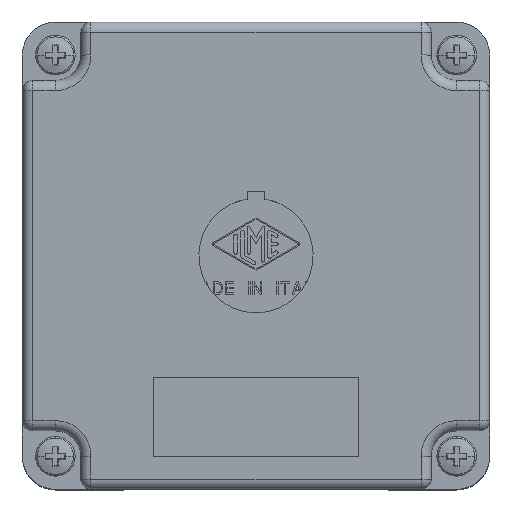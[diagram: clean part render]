
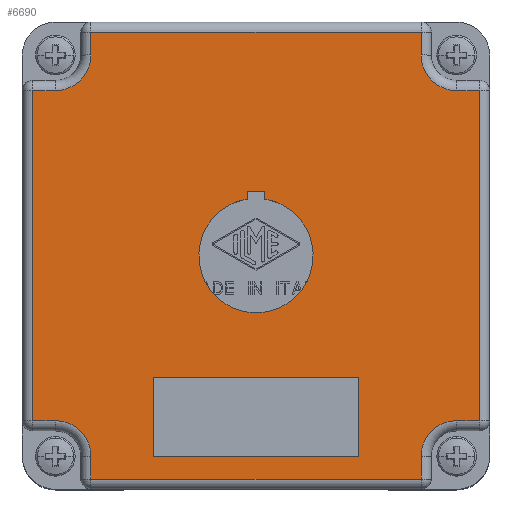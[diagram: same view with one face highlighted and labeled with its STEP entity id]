
A CAD part, top view. The second image highlights one B-rep face of the part: STEP entity #6690.
In plain terms, the highlighted planar face has unit normal (0, 0, 1).
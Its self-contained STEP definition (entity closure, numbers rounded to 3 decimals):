
#4610=CARTESIAN_POINT('',(68.537,-64.102,15.));
#4620=DIRECTION('',(0.,0.,1.));
#4630=DIRECTION('',(1.,0.,0.));
#4640=AXIS2_PLACEMENT_3D('',#4610,#4620,#4630);
#4650=PLANE('',#4640);
#4660=CARTESIAN_POINT('',(0.,-114.014,15.));
#4670=DIRECTION('',(1.,0.,0.));
#4680=VECTOR('',#4670,1.);
#4690=LINE('',#4660,#4680);
#4700=CARTESIAN_POINT('',(48.287,-114.014,15.));
#4710=VERTEX_POINT('',#4700);
#4720=CARTESIAN_POINT('',(88.787,-114.014,15.));
#4730=VERTEX_POINT('',#4720);
#4740=EDGE_CURVE('',#4710,#4730,#4690,.T.);
#4750=ORIENTED_EDGE('',*,*,#4740,.F.);
#4760=CARTESIAN_POINT('',(88.787,0.,15.));
#4770=DIRECTION('',(0.,1.,0.));
#4780=VECTOR('',#4770,1.);
#4790=LINE('',#4760,#4780);
#4800=CARTESIAN_POINT('',(88.787,-98.514,15.));
#4810=VERTEX_POINT('',#4800);
#4820=EDGE_CURVE('',#4730,#4810,#4790,.T.);
#4830=ORIENTED_EDGE('',*,*,#4820,.F.);
#4840=CARTESIAN_POINT('',(0.,-98.514,15.));
#4850=DIRECTION('',(-1.,0.,0.));
#4860=VECTOR('',#4850,1.);
#4870=LINE('',#4840,#4860);
#4880=CARTESIAN_POINT('',(48.287,-98.514,15.));
#4890=VERTEX_POINT('',#4880);
#4900=EDGE_CURVE('',#4810,#4890,#4870,.T.);
#4910=ORIENTED_EDGE('',*,*,#4900,.F.);
#4920=CARTESIAN_POINT('',(48.287,0.,15.));
#4930=DIRECTION('',(0.,-1.,0.));
#4940=VECTOR('',#4930,1.);
#4950=LINE('',#4920,#4940);
#4960=EDGE_CURVE('',#4890,#4710,#4950,.T.);
#4970=ORIENTED_EDGE('',*,*,#4960,.F.);
#4980=EDGE_LOOP('',(#4970,#4910,#4830,#4750));
#4990=FACE_BOUND('',#4980,.T.);
#5000=CARTESIAN_POINT('',(112.537,0.,15.));
#5010=DIRECTION('',(0.,-1.,0.));
#5020=VECTOR('',#5010,1.);
#5030=LINE('',#5000,#5020);
#5040=CARTESIAN_POINT('',(112.537,-42.014,15.));
#5050=VERTEX_POINT('',#5040);
#5060=CARTESIAN_POINT('',(112.537,-107.014,15.));
#5070=VERTEX_POINT('',#5060);
#5080=EDGE_CURVE('',#5050,#5070,#5030,.T.);
#5090=ORIENTED_EDGE('',*,*,#5080,.F.);
#5100=CARTESIAN_POINT('',(0.,-107.014,15.));
#5110=DIRECTION('',(1.,0.,0.));
#5120=VECTOR('',#5110,1.);
#5130=LINE('',#5100,#5120);
#5140=CARTESIAN_POINT('',(108.037,-107.014,15.));
#5150=VERTEX_POINT('',#5140);
#5160=EDGE_CURVE('',#5150,#5070,#5130,.T.);
#5170=ORIENTED_EDGE('',*,*,#5160,.T.);
#5180=CARTESIAN_POINT('',(108.037,-114.014,15.));
#5190=DIRECTION('',(0.,0.,1.));
#5200=DIRECTION('',(1.,0.,0.));
#5210=AXIS2_PLACEMENT_3D('',#5180,#5190,#5200);
#5220=CIRCLE('',#5210,7.);
#5230=CARTESIAN_POINT('',(101.037,-114.014,15.));
#5240=VERTEX_POINT('',#5230);
#5250=EDGE_CURVE('',#5150,#5240,#5220,.T.);
#5260=ORIENTED_EDGE('',*,*,#5250,.F.);
#5270=CARTESIAN_POINT('',(101.037,0.,15.));
#5280=DIRECTION('',(0.,-1.,0.));
#5290=VECTOR('',#5280,1.);
#5300=LINE('',#5270,#5290);
#5310=CARTESIAN_POINT('',(101.037,-118.514,15.));
#5320=VERTEX_POINT('',#5310);
#5330=EDGE_CURVE('',#5240,#5320,#5300,.T.);
#5340=ORIENTED_EDGE('',*,*,#5330,.F.);
#5350=CARTESIAN_POINT('',(0.,-118.514,15.));
#5360=DIRECTION('',(1.,0.,0.));
#5370=VECTOR('',#5360,1.);
#5380=LINE('',#5350,#5370);
#5390=CARTESIAN_POINT('',(36.037,-118.514,15.));
#5400=VERTEX_POINT('',#5390);
#5410=EDGE_CURVE('',#5400,#5320,#5380,.T.);
#5420=ORIENTED_EDGE('',*,*,#5410,.T.);
#5430=CARTESIAN_POINT('',(36.037,0.,15.));
#5440=DIRECTION('',(0.,1.,0.));
#5450=VECTOR('',#5440,1.);
#5460=LINE('',#5430,#5450);
#5470=CARTESIAN_POINT('',(36.037,-114.014,15.));
#5480=VERTEX_POINT('',#5470);
#5490=EDGE_CURVE('',#5400,#5480,#5460,.T.);
#5500=ORIENTED_EDGE('',*,*,#5490,.F.);
#5510=CARTESIAN_POINT('',(29.037,-114.014,15.));
#5520=DIRECTION('',(0.,0.,-1.));
#5530=DIRECTION('',(-1.,0.,0.));
#5540=AXIS2_PLACEMENT_3D('',#5510,#5520,#5530);
#5550=CIRCLE('',#5540,7.);
#5560=CARTESIAN_POINT('',(29.037,-107.014,15.));
#5570=VERTEX_POINT('',#5560);
#5580=EDGE_CURVE('',#5570,#5480,#5550,.T.);
#5590=ORIENTED_EDGE('',*,*,#5580,.T.);
#5600=CARTESIAN_POINT('',(0.,-107.014,15.));
#5610=DIRECTION('',(1.,0.,0.));
#5620=VECTOR('',#5610,1.);
#5630=LINE('',#5600,#5620);
#5640=CARTESIAN_POINT('',(24.537,-107.014,15.));
#5650=VERTEX_POINT('',#5640);
#5660=EDGE_CURVE('',#5650,#5570,#5630,.T.);
#5670=ORIENTED_EDGE('',*,*,#5660,.T.);
#5680=CARTESIAN_POINT('',(24.537,0.,15.));
#5690=DIRECTION('',(0.,1.,0.));
#5700=VECTOR('',#5690,1.);
#5710=LINE('',#5680,#5700);
#5720=CARTESIAN_POINT('',(24.537,-42.014,15.));
#5730=VERTEX_POINT('',#5720);
#5740=EDGE_CURVE('',#5650,#5730,#5710,.T.);
#5750=ORIENTED_EDGE('',*,*,#5740,.F.);
#5760=CARTESIAN_POINT('',(0.,-42.014,15.));
#5770=DIRECTION('',(-1.,0.,0.));
#5780=VECTOR('',#5770,1.);
#5790=LINE('',#5760,#5780);
#5800=CARTESIAN_POINT('',(29.037,-42.014,15.));
#5810=VERTEX_POINT('',#5800);
#5820=EDGE_CURVE('',#5810,#5730,#5790,.T.);
#5830=ORIENTED_EDGE('',*,*,#5820,.T.);
#5840=CARTESIAN_POINT('',(29.037,-35.014,15.));
#5850=DIRECTION('',(0.,0.,-1.));
#5860=DIRECTION('',(-1.,0.,0.));
#5870=AXIS2_PLACEMENT_3D('',#5840,#5850,#5860);
#5880=CIRCLE('',#5870,7.);
#5890=CARTESIAN_POINT('',(36.037,-35.014,15.));
#5900=VERTEX_POINT('',#5890);
#5910=EDGE_CURVE('',#5900,#5810,#5880,.T.);
#5920=ORIENTED_EDGE('',*,*,#5910,.T.);
#5930=CARTESIAN_POINT('',(36.037,0.,15.));
#5940=DIRECTION('',(0.,1.,0.));
#5950=VECTOR('',#5940,1.);
#5960=LINE('',#5930,#5950);
#5970=CARTESIAN_POINT('',(36.037,-30.514,15.));
#5980=VERTEX_POINT('',#5970);
#5990=EDGE_CURVE('',#5900,#5980,#5960,.T.);
#6000=ORIENTED_EDGE('',*,*,#5990,.F.);
#6010=CARTESIAN_POINT('',(0.,-30.514,15.));
#6020=DIRECTION('',(-1.,0.,0.));
#6030=VECTOR('',#6020,1.);
#6040=LINE('',#6010,#6030);
#6050=CARTESIAN_POINT('',(101.037,-30.514,15.));
#6060=VERTEX_POINT('',#6050);
#6070=EDGE_CURVE('',#6060,#5980,#6040,.T.);
#6080=ORIENTED_EDGE('',*,*,#6070,.T.);
#6090=CARTESIAN_POINT('',(101.037,0.,15.));
#6100=DIRECTION('',(0.,-1.,0.));
#6110=VECTOR('',#6100,1.);
#6120=LINE('',#6090,#6110);
#6130=CARTESIAN_POINT('',(101.037,-35.014,15.));
#6140=VERTEX_POINT('',#6130);
#6150=EDGE_CURVE('',#6060,#6140,#6120,.T.);
#6160=ORIENTED_EDGE('',*,*,#6150,.F.);
#6170=CARTESIAN_POINT('',(108.037,-35.014,15.));
#6180=DIRECTION('',(0.,0.,-1.));
#6190=DIRECTION('',(-1.,0.,0.));
#6200=AXIS2_PLACEMENT_3D('',#6170,#6180,#6190);
#6210=CIRCLE('',#6200,7.);
#6220=CARTESIAN_POINT('',(108.037,-42.014,15.));
#6230=VERTEX_POINT('',#6220);
#6240=EDGE_CURVE('',#6230,#6140,#6210,.T.);
#6250=ORIENTED_EDGE('',*,*,#6240,.T.);
#6260=CARTESIAN_POINT('',(0.,-42.014,15.));
#6270=DIRECTION('',(-1.,0.,0.));
#6280=VECTOR('',#6270,1.);
#6290=LINE('',#6260,#6280);
#6300=EDGE_CURVE('',#5050,#6230,#6290,.T.);
#6310=ORIENTED_EDGE('',*,*,#6300,.T.);
#6320=EDGE_LOOP('',(#6310,#6250,#6160,#6080,#6000,#5920,#5830,#5750,
#5670,#5590,#5500,#5420,#5340,#5260,#5170,#5090));
#6330=FACE_OUTER_BOUND('',#6320,.T.);
#6340=CARTESIAN_POINT('',(66.787,0.,15.));
#6350=DIRECTION('',(0.,-1.,0.));
#6360=VECTOR('',#6350,1.);
#6370=LINE('',#6340,#6360);
#6380=CARTESIAN_POINT('',(66.787,-61.814,15.));
#6390=VERTEX_POINT('',#6380);
#6400=CARTESIAN_POINT('',(66.787,-63.401,15.));
#6410=VERTEX_POINT('',#6400);
#6420=EDGE_CURVE('',#6390,#6410,#6370,.T.);
#6430=ORIENTED_EDGE('',*,*,#6420,.F.);
#6440=CARTESIAN_POINT('',(68.537,-74.514,15.));
#6450=DIRECTION('',(0.,0.,1.));
#6460=DIRECTION('',(1.,0.,0.));
#6470=AXIS2_PLACEMENT_3D('',#6440,#6450,#6460);
#6480=CIRCLE('',#6470,11.25);
#6490=CARTESIAN_POINT('',(70.287,-63.401,15.));
#6500=VERTEX_POINT('',#6490);
#6510=EDGE_CURVE('',#6410,#6500,#6480,.T.);
#6520=ORIENTED_EDGE('',*,*,#6510,.F.);
#6530=CARTESIAN_POINT('',(70.287,0.,15.));
#6540=DIRECTION('',(0.,1.,0.));
#6550=VECTOR('',#6540,1.);
#6560=LINE('',#6530,#6550);
#6570=CARTESIAN_POINT('',(70.287,-61.814,15.));
#6580=VERTEX_POINT('',#6570);
#6590=EDGE_CURVE('',#6500,#6580,#6560,.T.);
#6600=ORIENTED_EDGE('',*,*,#6590,.F.);
#6610=CARTESIAN_POINT('',(0.,-61.814,15.));
#6620=DIRECTION('',(-1.,0.,0.));
#6630=VECTOR('',#6620,1.);
#6640=LINE('',#6610,#6630);
#6650=EDGE_CURVE('',#6580,#6390,#6640,.T.);
#6660=ORIENTED_EDGE('',*,*,#6650,.F.);
#6670=EDGE_LOOP('',(#6660,#6600,#6520,#6430));
#6680=FACE_BOUND('',#6670,.T.);
#6690=ADVANCED_FACE('',(#4990,#6330,#6680),#4650,.T.);
